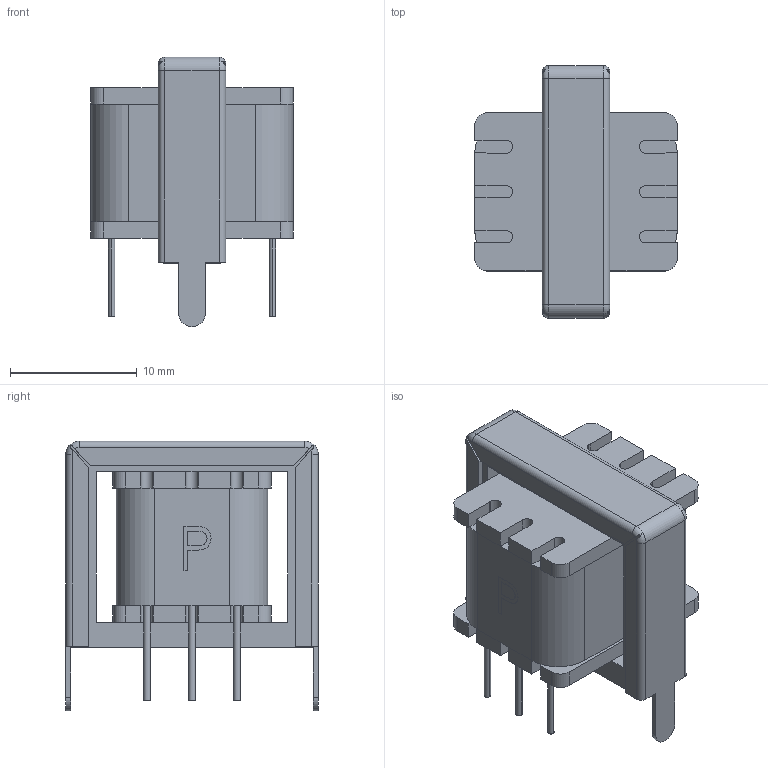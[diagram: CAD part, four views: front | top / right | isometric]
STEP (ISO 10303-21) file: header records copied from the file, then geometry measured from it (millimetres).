
FILE_DESCRIPTION(('FreeCAD Model'),'2;1');
FILE_NAME('Xicon_42TM0XX.step','2019-07-22T18:08:14',('Author'),(''), 'Open CASCADE STEP processor 7.3','FreeCAD','Unknown');
FILE_SCHEMA(('AUTOMOTIVE_DESIGN { 1 0 10303 214 1 1 1 1 }'));
Length unit declared in the file: millimetre
Products named in the file (1): Xicon_42TM0XX
Bounding box: 16 x 19.95 x 21.3 mm (x, y, z)
Volume: 2924.5 mm3; surface area: 1947.5 mm2
Topology: 1 solids, 1 shells, 214 faces, 566 edges, 360 vertices
Faces by surface type: plane 142, cylinder 62, bspline 6, torus 4
Entity records: 8501 total; most frequent: CARTESIAN_POINT 1653, ORIENTED_EDGE 1132, DIRECTION 1088, EDGE_CURVE 566, LINE 394, VECTOR 394, VERTEX_POINT 360, AXIS2_PLACEMENT_3D 347
